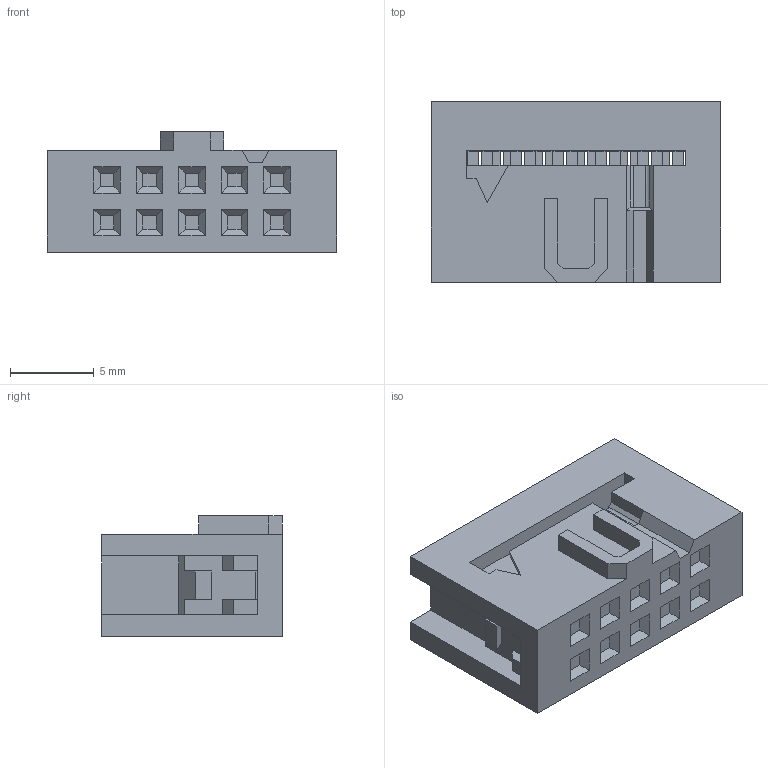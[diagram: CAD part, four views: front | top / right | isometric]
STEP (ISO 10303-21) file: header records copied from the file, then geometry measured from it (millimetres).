
FILE_DESCRIPTION(/* description */ (''),/* implementation_level */ '2;1');
FILE_NAME(/* name */ '100141582ugm000_b.stp',/* time_stamp */ '2016-03-31T11:26:55+02:00',/* author */ (''),/* organization */ (''),/* preprocessor_version */ 'ST-DEVELOPER v16',/* originating_system */ 'SIEMENS PLM Software NX 10.0',/* authorisation */ '');
FILE_SCHEMA (('AUTOMOTIVE_DESIGN { 1 0 10303 214 3 1 1 1 }'));
Length unit declared in the file: millimetre
Products named in the file (1): 100141582ugm000_b
Bounding box: 17.3 x 10.8 x 7.2 mm (x, y, z)
Volume: 930.1 mm3; surface area: 979.8 mm2
Topology: 1 solids, 1 shells, 217 faces, 605 edges, 398 vertices
Faces by surface type: plane 213, cylinder 4
Entity records: 7476 total; most frequent: CARTESIAN_POINT 1221, ORIENTED_EDGE 1210, DIRECTION 1049, EDGE_CURVE 605, LINE 597, VECTOR 597, VERTEX_POINT 398, EDGE_LOOP 267
